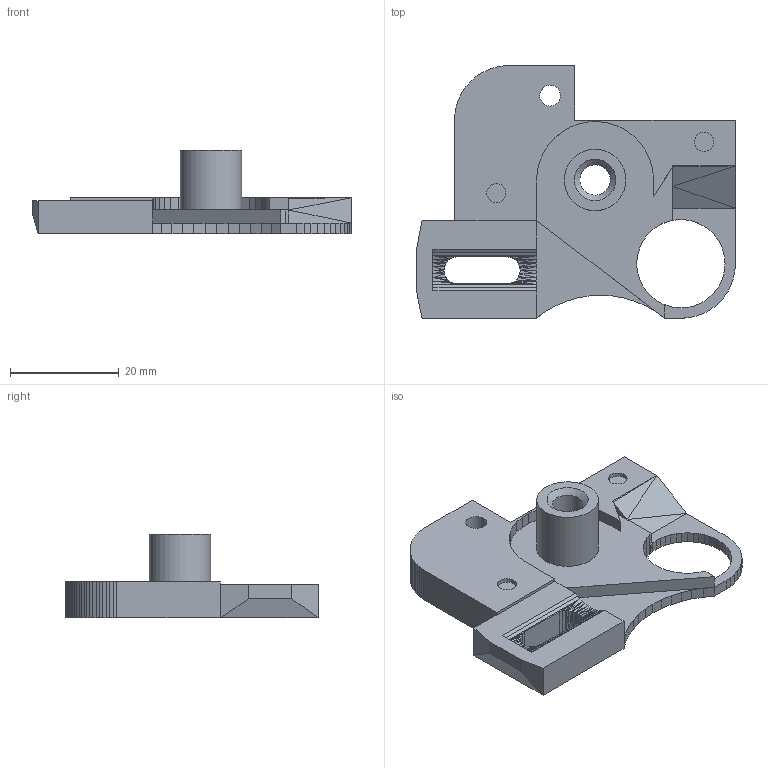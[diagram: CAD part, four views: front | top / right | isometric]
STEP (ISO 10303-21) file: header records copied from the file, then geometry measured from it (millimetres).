
FILE_DESCRIPTION(/* description */ (''),/* implementation_level */ '2;1');
FILE_NAME(/* name */ 'NSTT ARGENTO v62.step',/* time_stamp */ '2020-11-07T12:18:38-03:00',/* author */ (''),/* organization */ (''),/* preprocessor_version */ 'ST-DEVELOPER v18.1',/* originating_system */ 'Autodesk Translation Framework v9.3.0.1241',/* authorisation */ '');
FILE_SCHEMA (('AUTOMOTIVE_DESIGN { 1 0 10303 214 3 1 1 }'));
Length unit declared in the file: millimetre
Products named in the file (1): NSTT ARGENTO
Bounding box: 58.5 x 46.34 x 15.4 mm (x, y, z)
Surface area: 6251.5 mm2 (no closed solid volume)
Topology: 0 solids, 13 shells, 385 faces, 944 edges, 571 vertices
Faces by surface type: plane 377, cylinder 6, cone 2
Full cylindrical faces by diameter (mm): 3.5 x2, 3.82 x1, 5.6 x1, 7 x1, 11.3 x1
Entity records: 10969 total; most frequent: ORIENTED_EDGE 1906, CARTESIAN_POINT 1901, DIRECTION 1730, EDGE_CURVE 944, LINE 930, VECTOR 930, VERTEX_POINT 571, AXIS2_PLACEMENT_3D 400
